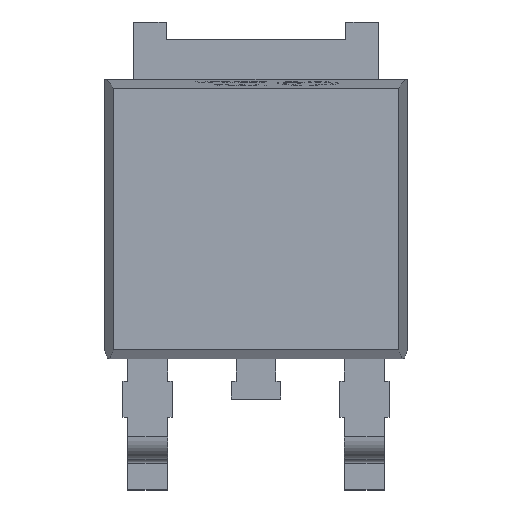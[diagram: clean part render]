
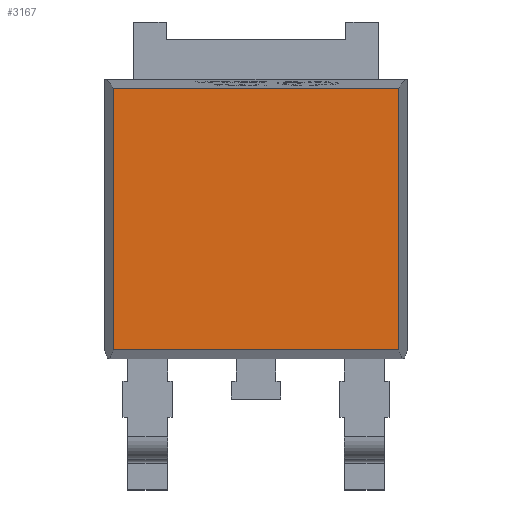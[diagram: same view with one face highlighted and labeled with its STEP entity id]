
A CAD part, top view. The second image highlights one B-rep face of the part: STEP entity #3167.
In plain terms, the highlighted planar face has unit normal (0, 0, 1).
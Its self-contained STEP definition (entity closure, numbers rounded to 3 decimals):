
#196 = VECTOR ( 'NONE', #7527, 1000. ) ;
#304 = DIRECTION ( 'NONE',  ( 1., 0., 0. ) ) ;
#735 = PLANE ( 'NONE',  #11366 ) ;
#752 = EDGE_CURVE ( 'NONE', #2828, #8853, #4500, .T. ) ;
#857 = CARTESIAN_POINT ( 'NONE',  ( 3.165, 0., 2.38 ) ) ;
#1214 = EDGE_CURVE ( 'NONE', #11691, #6006, #9127, .T. ) ;
#1398 = VECTOR ( 'NONE', #9324, 1000. ) ;
#1699 = CARTESIAN_POINT ( 'NONE',  ( 0., 0., 2.38 ) ) ;
#1840 = ORIENTED_EDGE ( 'NONE', *, *, #752, .T. ) ;
#2665 = VECTOR ( 'NONE', #6045, 1000. ) ;
#2828 = VERTEX_POINT ( 'NONE', #6004 ) ;
#3167 = ADVANCED_FACE ( 'NONE', ( #12130 ), #735, .F. ) ;
#3361 = CARTESIAN_POINT ( 'NONE',  ( 0., 3.72, 2.38 ) ) ;
#3791 = DIRECTION ( 'NONE',  ( -1., 0., 0. ) ) ;
#4500 = LINE ( 'NONE', #9693, #1398 ) ;
#5074 = ORIENTED_EDGE ( 'NONE', *, *, #1214, .T. ) ;
#6004 = CARTESIAN_POINT ( 'NONE',  ( -3.165, 3.72, 2.38 ) ) ;
#6006 = VERTEX_POINT ( 'NONE', #9335 ) ;
#6045 = DIRECTION ( 'NONE',  ( 0., 1., 0. ) ) ;
#6309 = CARTESIAN_POINT ( 'NONE',  ( -3.165, -2.1, 2.38 ) ) ;
#6837 = EDGE_CURVE ( 'NONE', #8853, #11691, #11900, .T. ) ;
#7527 = DIRECTION ( 'NONE',  ( -1., 0., 0. ) ) ;
#7767 = VECTOR ( 'NONE', #304, 1000. ) ;
#8034 = ORIENTED_EDGE ( 'NONE', *, *, #6837, .T. ) ;
#8853 = VERTEX_POINT ( 'NONE', #6309 ) ;
#9127 = LINE ( 'NONE', #857, #2665 ) ;
#9324 = DIRECTION ( 'NONE',  ( 0., -1., 0. ) ) ;
#9335 = CARTESIAN_POINT ( 'NONE',  ( 3.165, 3.72, 2.38 ) ) ;
#9550 = EDGE_LOOP ( 'NONE', ( #1840, #8034, #5074, #10983 ) ) ;
#9693 = CARTESIAN_POINT ( 'NONE',  ( -3.165, 0., 2.38 ) ) ;
#10679 = CARTESIAN_POINT ( 'NONE',  ( 0., -2.1, 2.38 ) ) ;
#10846 = CARTESIAN_POINT ( 'NONE',  ( 3.165, -2.1, 2.38 ) ) ;
#10983 = ORIENTED_EDGE ( 'NONE', *, *, #12048, .T. ) ;
#11366 = AXIS2_PLACEMENT_3D ( 'NONE', #1699, #13159, #3791 ) ;
#11691 = VERTEX_POINT ( 'NONE', #10846 ) ;
#11900 = LINE ( 'NONE', #10679, #7767 ) ;
#12048 = EDGE_CURVE ( 'NONE', #6006, #2828, #12732, .T. ) ;
#12130 = FACE_OUTER_BOUND ( 'NONE', #9550, .T. ) ;
#12732 = LINE ( 'NONE', #3361, #196 ) ;
#13159 = DIRECTION ( 'NONE',  ( 0., 0., -1. ) ) ;
